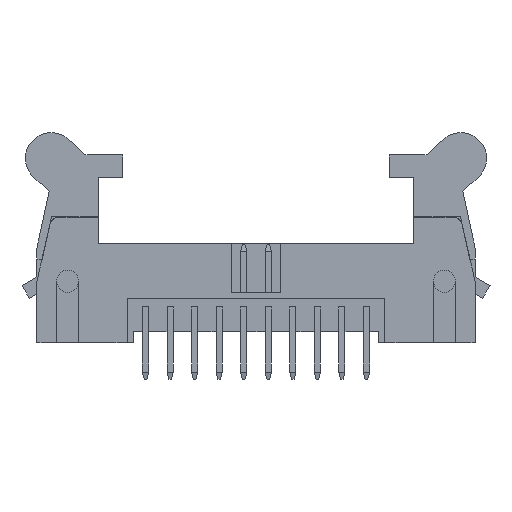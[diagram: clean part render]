
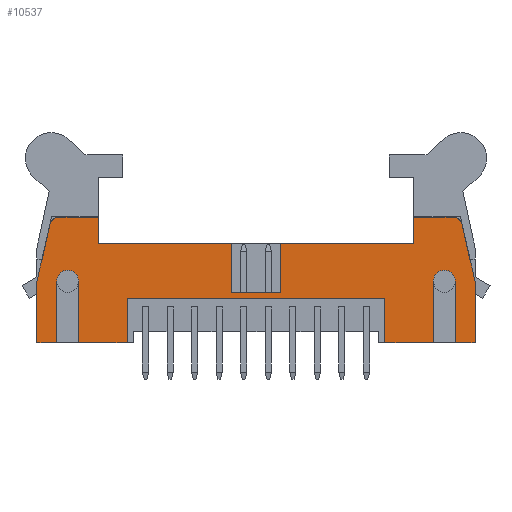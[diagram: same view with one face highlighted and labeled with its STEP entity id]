
A CAD part, left-side view. The second image highlights one B-rep face of the part: STEP entity #10537.
In plain terms, the highlighted face is planar.
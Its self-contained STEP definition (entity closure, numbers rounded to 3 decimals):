
#55=CIRCLE('',#11345,0.75);
#57=CIRCLE('',#11368,0.9);
#58=CIRCLE('',#11374,0.75);
#59=CIRCLE('',#11375,0.9);
#1296=ORIENTED_EDGE('',*,*,#3847,.F.);
#1297=ORIENTED_EDGE('',*,*,#3729,.F.);
#1298=ORIENTED_EDGE('',*,*,#3815,.F.);
#1299=ORIENTED_EDGE('',*,*,#3811,.F.);
#1300=ORIENTED_EDGE('',*,*,#3809,.F.);
#1301=ORIENTED_EDGE('',*,*,#3770,.F.);
#1302=ORIENTED_EDGE('',*,*,#3806,.F.);
#1303=ORIENTED_EDGE('',*,*,#3803,.F.);
#1304=ORIENTED_EDGE('',*,*,#3794,.F.);
#1305=ORIENTED_EDGE('',*,*,#3856,.F.);
#1306=ORIENTED_EDGE('',*,*,#3857,.T.);
#1307=ORIENTED_EDGE('',*,*,#3858,.T.);
#1308=ORIENTED_EDGE('',*,*,#3850,.F.);
#1309=ORIENTED_EDGE('',*,*,#3788,.F.);
#1310=ORIENTED_EDGE('',*,*,#3785,.F.);
#1311=ORIENTED_EDGE('',*,*,#3859,.F.);
#1312=ORIENTED_EDGE('',*,*,#3854,.F.);
#1313=ORIENTED_EDGE('',*,*,#3860,.F.);
#1314=ORIENTED_EDGE('',*,*,#3843,.F.);
#1315=ORIENTED_EDGE('',*,*,#3861,.F.);
#1316=ORIENTED_EDGE('',*,*,#3862,.F.);
#1317=ORIENTED_EDGE('',*,*,#3863,.F.);
#1318=ORIENTED_EDGE('',*,*,#3839,.F.);
#1319=ORIENTED_EDGE('',*,*,#3761,.F.);
#1320=ORIENTED_EDGE('',*,*,#3690,.F.);
#1321=ORIENTED_EDGE('',*,*,#3687,.T.);
#1322=ORIENTED_EDGE('',*,*,#3817,.F.);
#1323=ORIENTED_EDGE('',*,*,#3733,.F.);
#3687=EDGE_CURVE('',#5053,#5052,#6138,.T.);
#3690=EDGE_CURVE('',#5053,#5055,#6141,.T.);
#3729=EDGE_CURVE('',#5073,#5074,#6177,.T.);
#3733=EDGE_CURVE('',#5077,#5078,#6181,.T.);
#3761=EDGE_CURVE('',#5055,#5089,#6201,.T.);
#3770=EDGE_CURVE('',#5094,#5095,#55,.T.);
#3785=EDGE_CURVE('',#5103,#5104,#6220,.T.);
#3788=EDGE_CURVE('',#5104,#5106,#6223,.T.);
#3794=EDGE_CURVE('',#5111,#5108,#6229,.T.);
#3803=EDGE_CURVE('',#5108,#5117,#6237,.T.);
#3806=EDGE_CURVE('',#5117,#5094,#6240,.T.);
#3809=EDGE_CURVE('',#5095,#5119,#6243,.T.);
#3811=EDGE_CURVE('',#5119,#5120,#6245,.T.);
#3815=EDGE_CURVE('',#5120,#5073,#6249,.T.);
#3817=EDGE_CURVE('',#5078,#5052,#6251,.T.);
#3839=EDGE_CURVE('',#5089,#5127,#6273,.T.);
#3843=EDGE_CURVE('',#5130,#5131,#6277,.T.);
#3847=EDGE_CURVE('',#5074,#5077,#57,.T.);
#3850=EDGE_CURVE('',#5106,#5133,#6283,.T.);
#3854=EDGE_CURVE('',#5135,#5136,#6287,.T.);
#3856=EDGE_CURVE('',#5137,#5111,#6289,.T.);
#3857=EDGE_CURVE('',#5137,#5138,#6290,.T.);
#3858=EDGE_CURVE('',#5138,#5133,#6291,.T.);
#3859=EDGE_CURVE('',#5136,#5103,#58,.T.);
#3860=EDGE_CURVE('',#5131,#5135,#6292,.T.);
#3861=EDGE_CURVE('',#5139,#5130,#6293,.T.);
#3862=EDGE_CURVE('',#5140,#5139,#59,.T.);
#3863=EDGE_CURVE('',#5127,#5140,#6294,.T.);
#5052=VERTEX_POINT('',#15653);
#5053=VERTEX_POINT('',#15655);
#5055=VERTEX_POINT('',#15661);
#5073=VERTEX_POINT('',#15727);
#5074=VERTEX_POINT('',#15728);
#5077=VERTEX_POINT('',#15736);
#5078=VERTEX_POINT('',#15737);
#5089=VERTEX_POINT('',#15791);
#5094=VERTEX_POINT('',#15810);
#5095=VERTEX_POINT('',#15812);
#5103=VERTEX_POINT('',#15839);
#5104=VERTEX_POINT('',#15841);
#5106=VERTEX_POINT('',#15847);
#5108=VERTEX_POINT('',#15853);
#5111=VERTEX_POINT('',#15858);
#5117=VERTEX_POINT('',#15880);
#5119=VERTEX_POINT('',#15892);
#5120=VERTEX_POINT('',#15896);
#5127=VERTEX_POINT('',#15936);
#5130=VERTEX_POINT('',#15942);
#5131=VERTEX_POINT('',#15944);
#5133=VERTEX_POINT('',#15957);
#5135=VERTEX_POINT('',#15963);
#5136=VERTEX_POINT('',#15965);
#5137=VERTEX_POINT('',#15969);
#5138=VERTEX_POINT('',#15971);
#5139=VERTEX_POINT('',#15976);
#5140=VERTEX_POINT('',#15978);
#6138=LINE('',#15654,#7588);
#6141=LINE('',#15660,#7591);
#6177=LINE('',#15726,#7627);
#6181=LINE('',#15735,#7631);
#6201=LINE('',#15794,#7651);
#6220=LINE('',#15840,#7670);
#6223=LINE('',#15846,#7673);
#6229=LINE('',#15859,#7679);
#6237=LINE('',#15879,#7687);
#6240=LINE('',#15885,#7690);
#6243=LINE('',#15891,#7693);
#6245=LINE('',#15895,#7695);
#6249=LINE('',#15902,#7699);
#6251=LINE('',#15904,#7701);
#6273=LINE('',#15935,#7723);
#6277=LINE('',#15943,#7727);
#6283=LINE('',#15956,#7733);
#6287=LINE('',#15964,#7737);
#6289=LINE('',#15968,#7739);
#6290=LINE('',#15970,#7740);
#6291=LINE('',#15972,#7741);
#6292=LINE('',#15974,#7742);
#6293=LINE('',#15975,#7743);
#6294=LINE('',#15979,#7744);
#7588=VECTOR('',#12663,1000.);
#7591=VECTOR('',#12668,1000.);
#7627=VECTOR('',#12728,1000.);
#7631=VECTOR('',#12734,1000.);
#7651=VECTOR('',#12788,1000.);
#7670=VECTOR('',#12835,1000.);
#7673=VECTOR('',#12840,1000.);
#7679=VECTOR('',#12848,1000.);
#7687=VECTOR('',#12862,1000.);
#7690=VECTOR('',#12869,1000.);
#7693=VECTOR('',#12876,1000.);
#7695=VECTOR('',#12880,1000.);
#7699=VECTOR('',#12886,1000.);
#7701=VECTOR('',#12888,1000.);
#7723=VECTOR('',#12918,1000.);
#7727=VECTOR('',#12922,1000.);
#7733=VECTOR('',#12938,1000.);
#7737=VECTOR('',#12944,1000.);
#7739=VECTOR('',#12948,1000.);
#7740=VECTOR('',#12949,1000.);
#7741=VECTOR('',#12950,1000.);
#7742=VECTOR('',#12953,1000.);
#7743=VECTOR('',#12954,1000.);
#7744=VECTOR('',#12957,1000.);
#8715=EDGE_LOOP('',(#1296,#1297,#1298,#1299,#1300,#1301,#1302,#1303,#1304,
#1305,#1306,#1307,#1308,#1309,#1310,#1311,#1312,#1313,#1314,#1315,#1316,
#1317,#1318,#1319,#1320,#1321,#1322,#1323));
#9343=FACE_BOUND('',#8715,.T.);
#9961=PLANE('',#11373);
#10537=ADVANCED_FACE('',(#9343),#9961,.F.);
#11345=AXIS2_PLACEMENT_3D('',#15811,#12808,#12809);
#11368=AXIS2_PLACEMENT_3D('',#15950,#12928,#12929);
#11373=AXIS2_PLACEMENT_3D('',#15967,#12946,#12947);
#11374=AXIS2_PLACEMENT_3D('',#15973,#12951,#12952);
#11375=AXIS2_PLACEMENT_3D('',#15977,#12955,#12956);
#12663=DIRECTION('',(0.,0.,-1.));
#12668=DIRECTION('',(-1.,0.,0.));
#12728=DIRECTION('',(0.,0.,1.));
#12734=DIRECTION('',(0.,0.,-1.));
#12788=DIRECTION('',(0.,0.,-1.));
#12808=DIRECTION('',(0.,1.,0.));
#12809=DIRECTION('',(0.,0.,1.));
#12835=DIRECTION('',(1.,0.,0.));
#12840=DIRECTION('',(0.,0.,-1.));
#12848=DIRECTION('',(1.,0.,0.));
#12862=DIRECTION('',(0.,0.,1.));
#12869=DIRECTION('',(1.,0.,0.));
#12876=DIRECTION('',(0.225,0.,-0.974));
#12880=DIRECTION('',(0.,0.,-1.));
#12886=DIRECTION('',(-1.,0.,0.));
#12888=DIRECTION('',(-1.,0.,0.));
#12918=DIRECTION('',(-1.,0.,0.));
#12922=DIRECTION('',(-1.,0.,0.));
#12928=DIRECTION('',(0.,-1.,0.));
#12929=DIRECTION('',(1.,0.,0.));
#12938=DIRECTION('',(1.,0.,0.));
#12944=DIRECTION('',(0.225,0.,0.974));
#12946=DIRECTION('',(0.,1.,0.));
#12947=DIRECTION('',(0.,0.,1.));
#12948=DIRECTION('',(0.,0.,1.));
#12949=DIRECTION('',(-1.,0.,0.));
#12950=DIRECTION('',(0.,0.,1.));
#12951=DIRECTION('',(0.,1.,0.));
#12952=DIRECTION('',(0.,0.,1.));
#12953=DIRECTION('',(0.,0.,1.));
#12954=DIRECTION('',(0.,0.,-1.));
#12955=DIRECTION('',(0.,-1.,0.));
#12956=DIRECTION('',(1.,0.,0.));
#12957=DIRECTION('',(0.,0.,1.));
#15653=CARTESIAN_POINT('',(10.5,-3.,-5.));
#15654=CARTESIAN_POINT('',(10.5,-3.,-1.4));
#15655=CARTESIAN_POINT('',(10.5,-3.,-1.4));
#15660=CARTESIAN_POINT('',(10.5,-3.,-1.4));
#15661=CARTESIAN_POINT('',(-10.5,-3.,-1.4));
#15726=CARTESIAN_POINT('',(16.25,-3.,-5.));
#15727=CARTESIAN_POINT('',(16.25,-3.,-5.));
#15728=CARTESIAN_POINT('',(16.25,-3.,0.));
#15735=CARTESIAN_POINT('',(14.45,-3.,0.));
#15736=CARTESIAN_POINT('',(14.45,-3.,0.));
#15737=CARTESIAN_POINT('',(14.45,-3.,-5.));
#15791=CARTESIAN_POINT('',(-10.5,-3.,-5.));
#15794=CARTESIAN_POINT('',(-10.5,-3.,-1.4));
#15810=CARTESIAN_POINT('',(16.053,-3.,5.2));
#15811=CARTESIAN_POINT('',(16.053,-3.,4.45));
#15812=CARTESIAN_POINT('',(16.784,-3.,4.619));
#15839=CARTESIAN_POINT('',(-16.053,-3.,5.2));
#15840=CARTESIAN_POINT('',(-16.65,-3.,5.2));
#15841=CARTESIAN_POINT('',(-12.85,-3.,5.2));
#15846=CARTESIAN_POINT('',(-12.85,-3.,5.2));
#15847=CARTESIAN_POINT('',(-12.85,-3.,3.1));
#15853=CARTESIAN_POINT('',(12.85,-3.,3.1));
#15858=CARTESIAN_POINT('',(2.,-3.,3.1));
#15859=CARTESIAN_POINT('',(-12.85,-3.,3.1));
#15879=CARTESIAN_POINT('',(12.85,-3.,3.1));
#15880=CARTESIAN_POINT('',(12.85,-3.,5.2));
#15885=CARTESIAN_POINT('',(12.85,-3.,5.2));
#15891=CARTESIAN_POINT('',(16.65,-3.,5.2));
#15892=CARTESIAN_POINT('',(17.85,-3.,0.));
#15895=CARTESIAN_POINT('',(17.85,-3.,0.));
#15896=CARTESIAN_POINT('',(17.85,-3.,-5.));
#15902=CARTESIAN_POINT('',(17.85,-3.,-5.));
#15904=CARTESIAN_POINT('',(17.85,-3.,-5.));
#15935=CARTESIAN_POINT('',(-10.,-3.,-5.));
#15936=CARTESIAN_POINT('',(-14.45,-3.,-5.));
#15942=CARTESIAN_POINT('',(-16.25,-3.,-5.));
#15943=CARTESIAN_POINT('',(-10.,-3.,-5.));
#15944=CARTESIAN_POINT('',(-17.85,-3.,-5.));
#15950=CARTESIAN_POINT('',(15.35,-3.,0.));
#15956=CARTESIAN_POINT('',(-12.85,-3.,3.1));
#15957=CARTESIAN_POINT('',(-2.,-3.,3.1));
#15963=CARTESIAN_POINT('',(-17.85,-3.,0.));
#15964=CARTESIAN_POINT('',(-17.85,-3.,0.));
#15965=CARTESIAN_POINT('',(-16.784,-3.,4.619));
#15967=CARTESIAN_POINT('',(0.,-3.,0.));
#15968=CARTESIAN_POINT('',(2.,-3.,-0.9));
#15969=CARTESIAN_POINT('',(2.,-3.,-0.9));
#15970=CARTESIAN_POINT('',(2.,-3.,-0.9));
#15971=CARTESIAN_POINT('',(-2.,-3.,-0.9));
#15972=CARTESIAN_POINT('',(-2.,-3.,-0.9));
#15973=CARTESIAN_POINT('',(-16.053,-3.,4.45));
#15974=CARTESIAN_POINT('',(-17.85,-3.,-5.));
#15975=CARTESIAN_POINT('',(-16.25,-3.,0.));
#15976=CARTESIAN_POINT('',(-16.25,-3.,0.));
#15977=CARTESIAN_POINT('',(-15.35,-3.,0.));
#15978=CARTESIAN_POINT('',(-14.45,-3.,0.));
#15979=CARTESIAN_POINT('',(-14.45,-3.,-5.));
